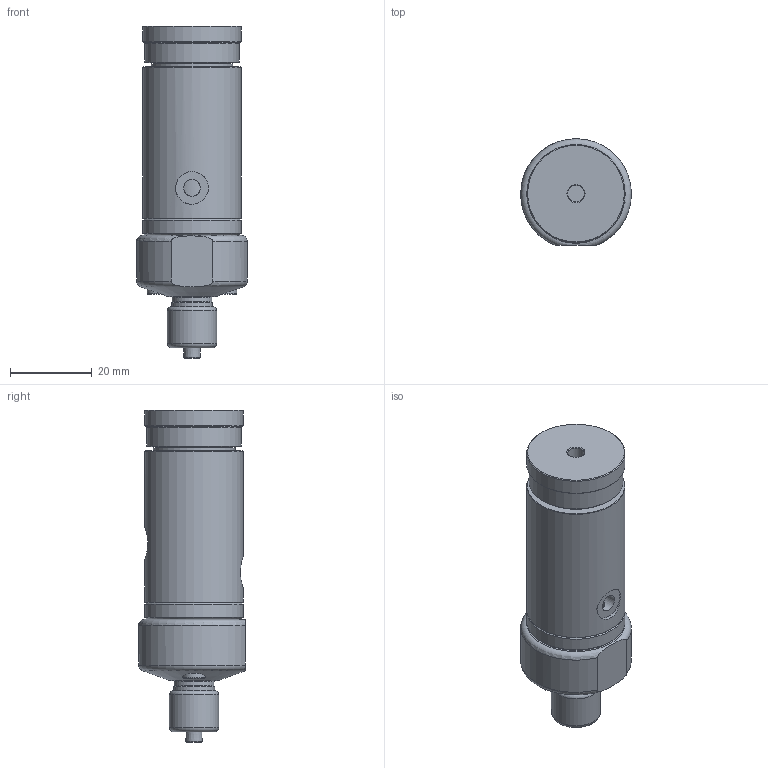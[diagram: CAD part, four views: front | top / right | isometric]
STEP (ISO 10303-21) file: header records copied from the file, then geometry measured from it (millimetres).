
FILE_DESCRIPTION(/* description */ (''),/* implementation_level */ '2;1');
FILE_NAME(/* name */ 'DV-5625-MED_Kunde_Shrinkwrap_1.stp',/* time_stamp */ '2021-01-19T14:29:13+01:00',/* author */ ('glueck'),/* organization */ (''),/* preprocessor_version */ 'ST-DEVELOPER v18.1',/* originating_system */ 'Autodesk Inventor 2021',/* authorisation */ '');
FILE_SCHEMA (('AUTOMOTIVE_DESIGN { 1 0 10303 214 3 1 1 }'));
Length unit declared in the file: millimetre
Products named in the file (1): DV-5625-MED_Kunde_Shrinkwrap_1
Bounding box: 27 x 26 x 81 mm (x, y, z)
Volume: 31484.2 mm3; surface area: 7893.5 mm2
Topology: 1 solids, 1 shells, 65 faces, 132 edges, 85 vertices
Faces by surface type: cylinder 27, plane 18, cone 11, torus 9
Full cylindrical faces by diameter (mm): 2.459 x1, 3 x2, 4 x1, 4.134 x2, 8 x2, 9.728 x1, 10 x1, 12 x2, 15.98 x1, 20 x1, 23 x1, 24 x3
Entity records: 2182 total; most frequent: CARTESIAN_POINT 585, DIRECTION 324, ORIENTED_EDGE 264, AXIS2_PLACEMENT_3D 146, EDGE_CURVE 132, EDGE_LOOP 85, VERTEX_POINT 85, CIRCLE 80
